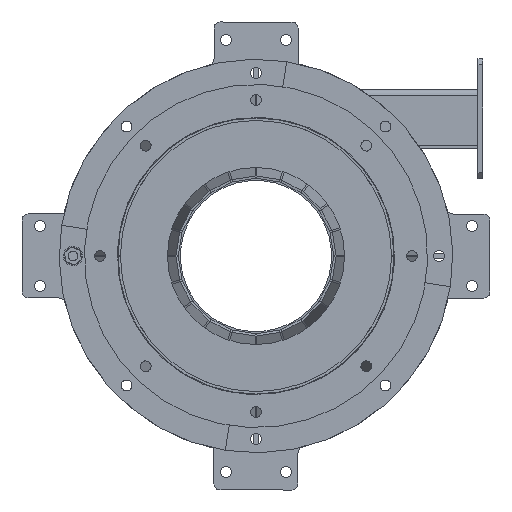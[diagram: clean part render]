
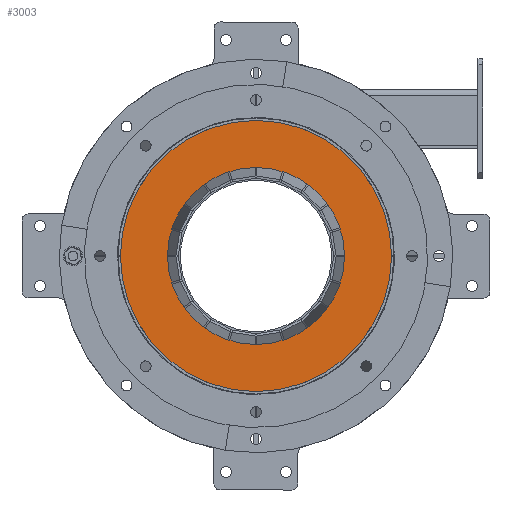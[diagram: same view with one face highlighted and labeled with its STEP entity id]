
A CAD part, front view. The second image highlights one B-rep face of the part: STEP entity #3003.
In plain terms, the highlighted planar face has unit normal (0, -1, 0).
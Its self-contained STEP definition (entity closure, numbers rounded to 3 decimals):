
#7 = DIRECTION ( 'NONE',  ( 0., 1., 0. ) ) ;
#817 = DIRECTION ( 'NONE',  ( 0., 1., 0. ) ) ;
#1155 = CIRCLE ( 'NONE', #4054, 113. ) ;
#1270 = EDGE_CURVE ( 'NONE', #7332, #10363, #6217, .T. ) ;
#1306 = AXIS2_PLACEMENT_3D ( 'NONE', #6549, #3140, #7415 ) ;
#1515 = EDGE_CURVE ( 'NONE', #8302, #2758, #1155, .T. ) ;
#1551 = EDGE_CURVE ( 'NONE', #2758, #8302, #3331, .T. ) ;
#1669 = CARTESIAN_POINT ( 'NONE',  ( 0., 0., 0. ) ) ;
#1765 = CARTESIAN_POINT ( 'NONE',  ( 0., 0., -73.75 ) ) ;
#1830 = CARTESIAN_POINT ( 'NONE',  ( 0., 0., 113. ) ) ;
#2491 = EDGE_CURVE ( 'NONE', #10363, #7332, #2976, .T. ) ;
#2524 = AXIS2_PLACEMENT_3D ( 'NONE', #6574, #11062, #4172 ) ;
#2758 = VERTEX_POINT ( 'NONE', #1830 ) ;
#2976 = CIRCLE ( 'NONE', #6786, 73.75 ) ;
#3003 = ADVANCED_FACE ( 'NONE', ( #8481, #3167 ), #11231, .F. ) ;
#3070 = EDGE_LOOP ( 'NONE', ( #9052, #5631 ) ) ;
#3140 = DIRECTION ( 'NONE',  ( 0., 1., 0. ) ) ;
#3167 = FACE_BOUND ( 'NONE', #3070, .T. ) ;
#3331 = CIRCLE ( 'NONE', #9024, 113. ) ;
#3438 = CARTESIAN_POINT ( 'NONE',  ( 0., 0., 0. ) ) ;
#3572 = DIRECTION ( 'NONE',  ( 0., 0., 1. ) ) ;
#3610 = DIRECTION ( 'NONE',  ( 0., 1., 0. ) ) ;
#3658 = ORIENTED_EDGE ( 'NONE', *, *, #1551, .F. ) ;
#4054 = AXIS2_PLACEMENT_3D ( 'NONE', #3438, #3610, #7097 ) ;
#4172 = DIRECTION ( 'NONE',  ( 0., 0., 1. ) ) ;
#5155 = DIRECTION ( 'NONE',  ( 0., 0., 1. ) ) ;
#5631 = ORIENTED_EDGE ( 'NONE', *, *, #2491, .T. ) ;
#6217 = CIRCLE ( 'NONE', #1306, 73.75 ) ;
#6549 = CARTESIAN_POINT ( 'NONE',  ( 0., 0., 0. ) ) ;
#6574 = CARTESIAN_POINT ( 'NONE',  ( 0., 0., 0. ) ) ;
#6786 = AXIS2_PLACEMENT_3D ( 'NONE', #6942, #7, #3572 ) ;
#6942 = CARTESIAN_POINT ( 'NONE',  ( 0., 0., 0. ) ) ;
#7097 = DIRECTION ( 'NONE',  ( 0., 0., 1. ) ) ;
#7332 = VERTEX_POINT ( 'NONE', #1765 ) ;
#7415 = DIRECTION ( 'NONE',  ( 0., 0., 1. ) ) ;
#8302 = VERTEX_POINT ( 'NONE', #9594 ) ;
#8481 = FACE_OUTER_BOUND ( 'NONE', #9977, .T. ) ;
#9024 = AXIS2_PLACEMENT_3D ( 'NONE', #1669, #817, #5155 ) ;
#9052 = ORIENTED_EDGE ( 'NONE', *, *, #1270, .T. ) ;
#9405 = CARTESIAN_POINT ( 'NONE',  ( 0., 0., 73.75 ) ) ;
#9594 = CARTESIAN_POINT ( 'NONE',  ( 0., 0., -113. ) ) ;
#9977 = EDGE_LOOP ( 'NONE', ( #10612, #3658 ) ) ;
#10363 = VERTEX_POINT ( 'NONE', #9405 ) ;
#10612 = ORIENTED_EDGE ( 'NONE', *, *, #1515, .F. ) ;
#11062 = DIRECTION ( 'NONE',  ( 0., 1., 0. ) ) ;
#11231 = PLANE ( 'NONE',  #2524 ) ;
